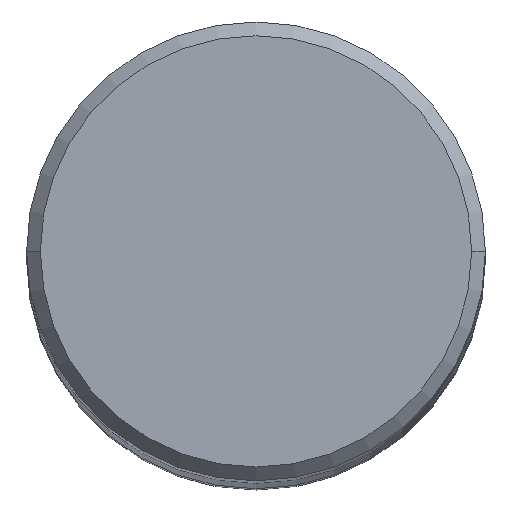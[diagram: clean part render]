
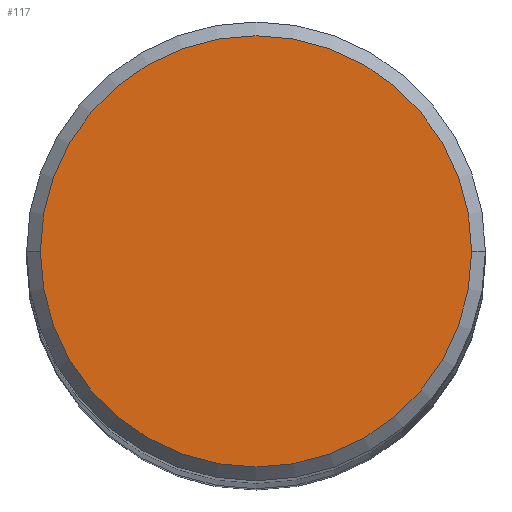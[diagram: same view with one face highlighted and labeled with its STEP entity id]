
A CAD part, top view. The second image highlights one B-rep face of the part: STEP entity #117.
In plain terms, the highlighted planar face has unit normal (0, 0, 1).
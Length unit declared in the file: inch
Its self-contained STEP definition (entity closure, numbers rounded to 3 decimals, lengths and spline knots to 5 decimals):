
#63 = DIRECTION ( 'NONE',  ( 0., 0., 1. ) ) ;
#94 = CIRCLE ( 'NONE', #104, 0.235 ) ;
#100 = EDGE_CURVE ( 'NONE', #371, #155, #292, .T. ) ;
#103 = CARTESIAN_POINT ( 'NONE',  ( 0., 0., 6. ) ) ;
#104 = AXIS2_PLACEMENT_3D ( 'NONE', #153, #63, #276 ) ;
#107 = ORIENTED_EDGE ( 'NONE', *, *, #100, .T. ) ;
#117 = ADVANCED_FACE ( 'NONE', ( #277 ), #405, .T. ) ;
#119 = DIRECTION ( 'NONE',  ( 1., 0., 0. ) ) ;
#153 = CARTESIAN_POINT ( 'NONE',  ( 0., 0., 6. ) ) ;
#155 = VERTEX_POINT ( 'NONE', #354 ) ;
#168 = CARTESIAN_POINT ( 'NONE',  ( 0.235, 0., 6. ) ) ;
#175 = AXIS2_PLACEMENT_3D ( 'NONE', #332, #185, #306 ) ;
#185 = DIRECTION ( 'NONE',  ( 0., 0., 1. ) ) ;
#223 = DIRECTION ( 'NONE',  ( 0., 0., 1. ) ) ;
#244 = EDGE_LOOP ( 'NONE', ( #339, #107 ) ) ;
#258 = EDGE_CURVE ( 'NONE', #155, #371, #94, .T. ) ;
#269 = AXIS2_PLACEMENT_3D ( 'NONE', #103, #223, #119 ) ;
#276 = DIRECTION ( 'NONE',  ( 1., 0., 0. ) ) ;
#277 = FACE_OUTER_BOUND ( 'NONE', #244, .T. ) ;
#292 = CIRCLE ( 'NONE', #175, 0.235 ) ;
#306 = DIRECTION ( 'NONE',  ( 1., 0., 0. ) ) ;
#332 = CARTESIAN_POINT ( 'NONE',  ( 0., 0., 6. ) ) ;
#339 = ORIENTED_EDGE ( 'NONE', *, *, #258, .T. ) ;
#354 = CARTESIAN_POINT ( 'NONE',  ( -0.235, 0., 6. ) ) ;
#371 = VERTEX_POINT ( 'NONE', #168 ) ;
#405 = PLANE ( 'NONE',  #269 ) ;
